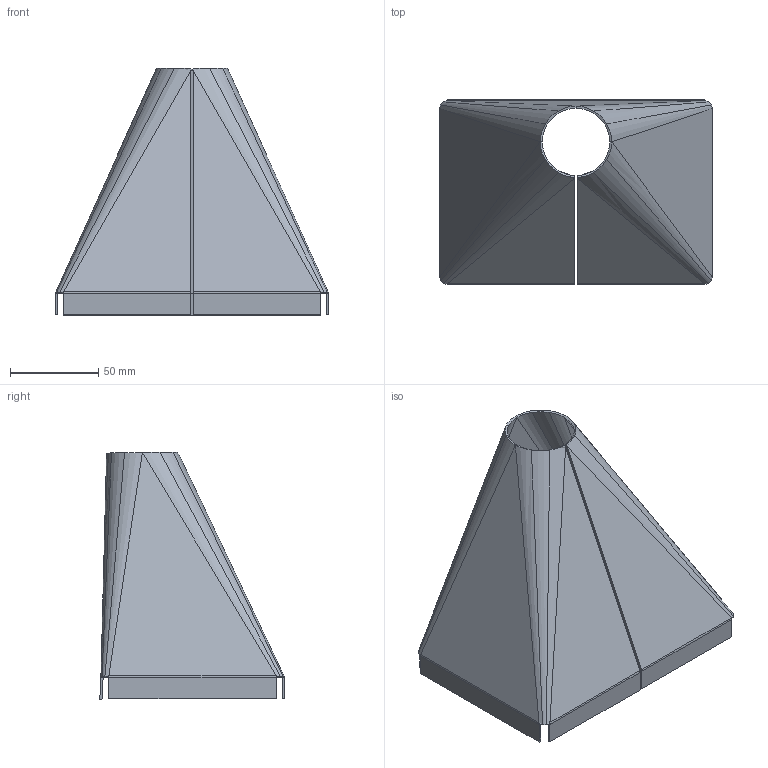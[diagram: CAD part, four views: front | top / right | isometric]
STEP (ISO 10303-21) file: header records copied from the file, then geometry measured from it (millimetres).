
FILE_DESCRIPTION(/* description */ (''),/* implementation_level */ '2;1');
FILE_NAME(/* name */ 'Tut_5 v1.step',/* time_stamp */ '2024-06-26T18:21:03+05:30',/* author */ (''),/* organization */ (''),/* preprocessor_version */ 'ST-DEVELOPER v20',/* originating_system */ 'Autodesk Translation Framework v13.14.0.145',/* authorisation */ '');
FILE_SCHEMA (('AUTOMOTIVE_DESIGN { 1 0 10303 214 3 1 1 }'));
Length unit declared in the file: inch
Products named in the file (1): Tut_5
Bounding box: 154.73 x 104.67 x 140.41 mm (x, y, z)
Volume: 62413.8 mm3; surface area: 99613.5 mm2
Topology: 1 solids, 1 shells, 122 faces, 260 edges, 138 vertices
Faces by surface type: plane 64, bspline 48, cylinder 10
Entity records: 3707 total; most frequent: CARTESIAN_POINT 1289, ORIENTED_EDGE 520, DIRECTION 418, EDGE_CURVE 260, LINE 184, VECTOR 184, VERTEX_POINT 138, FACE_OUTER_BOUND 122
